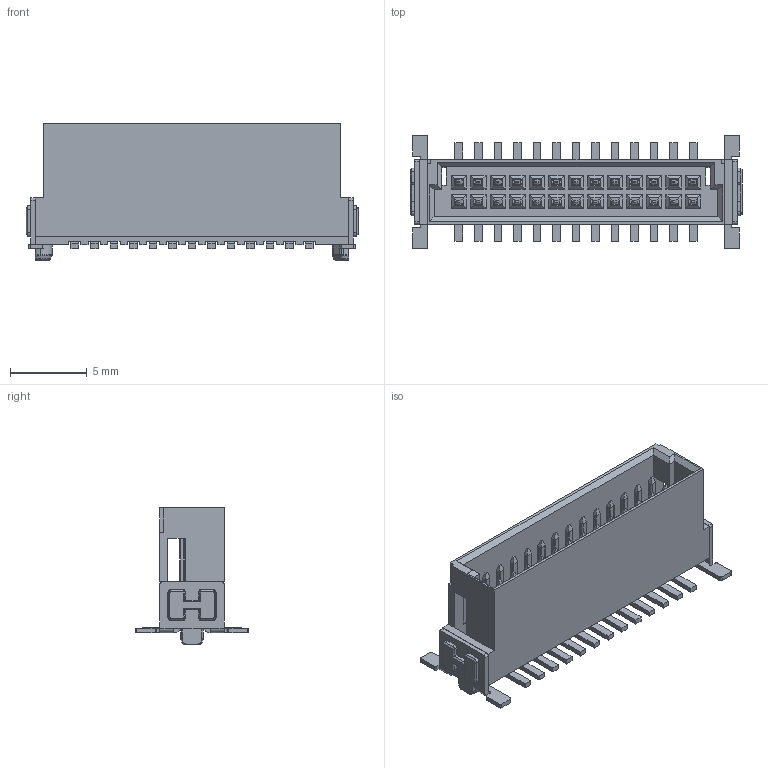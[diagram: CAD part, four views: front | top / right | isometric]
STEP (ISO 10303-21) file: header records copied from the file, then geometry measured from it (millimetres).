
FILE_DESCRIPTION(('CATIA V5 STEP Exchange','CAx-IF Rec.Pracs.--- Model Styling and Organization---1.4--- 2014-01-23'),'2;1');
FILE_NAME ('1254382-2_0_2747100000_2747100000.stp','2020-10-07T06:45:18+00:00',('none'),('Weidmueller'),'CATIA Version 5-6 Release 2016 SP3 HF44','CATIA V5 STEP AP214','none');
FILE_SCHEMA(('AUTOMOTIVE_DESIGN { 1 0 10303 214 1 1 1 1 }'));
Products named in the file (1): 2747100000
Bounding box: 21.59 x 7.4 x 8.88 mm (x, y, z)
Volume: 356 mm3; surface area: 1172.3 mm2
Topology: 5 solids, 5 shells, 1854 faces, 4836 edges, 3161 vertices
Faces by surface type: plane 1134, cylinder 433, extrusion 104, bspline 82, torus 70, cone 23, sphere 8
Entity records: 65034 total; most frequent: CARTESIAN_POINT 23079, ORIENTED_EDGE 9664, DIRECTION 6259, EDGE_CURVE 4832, VECTOR 3445, LINE 3341, VERTEX_POINT 3161, EDGE_LOOP 2047
